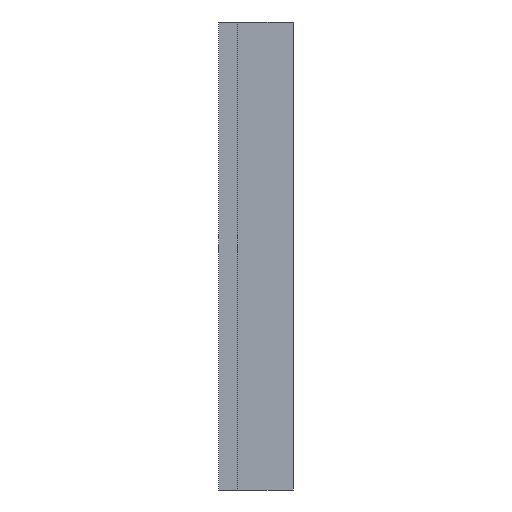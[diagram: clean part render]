
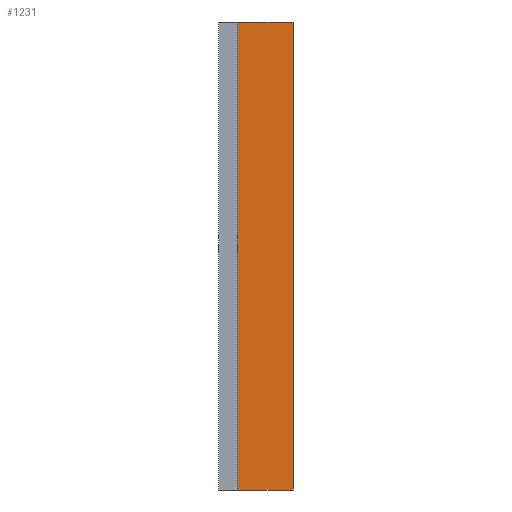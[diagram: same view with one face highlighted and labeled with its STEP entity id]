
A CAD part, left-side view. The second image highlights one B-rep face of the part: STEP entity #1231.
In plain terms, the highlighted planar face has unit normal (-1, 0, 0).
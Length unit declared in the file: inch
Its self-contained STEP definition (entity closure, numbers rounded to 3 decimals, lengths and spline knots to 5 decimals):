
#85 = CARTESIAN_POINT ( 'NONE',  ( -0.03346, 0.00787, -0.03346 ) ) ;
#115 = DIRECTION ( 'NONE',  ( 0., -1., 0. ) ) ;
#191 = VECTOR ( 'NONE', #1443, 39.37008 ) ;
#196 = AXIS2_PLACEMENT_3D ( 'NONE', #512, #672, #234 ) ;
#234 = DIRECTION ( 'NONE',  ( 0., 0., -1. ) ) ;
#315 = CARTESIAN_POINT ( 'NONE',  ( -0.03346, 0.00787, -0.03346 ) ) ;
#389 = CARTESIAN_POINT ( 'NONE',  ( -0.03346, 0.00787, 0.03346 ) ) ;
#392 = VECTOR ( 'NONE', #115, 39.37008 ) ;
#404 = ORIENTED_EDGE ( 'NONE', *, *, #653, .T. ) ;
#512 = CARTESIAN_POINT ( 'NONE',  ( -0.03346, 0.00787, 0.03346 ) ) ;
#545 = VERTEX_POINT ( 'NONE', #85 ) ;
#551 = EDGE_CURVE ( 'NONE', #545, #1192, #1375, .T. ) ;
#653 = EDGE_CURVE ( 'NONE', #733, #1883, #1772, .T. ) ;
#672 = DIRECTION ( 'NONE',  ( 1., 0., 0. ) ) ;
#678 = LINE ( 'NONE', #315, #1306 ) ;
#726 = VECTOR ( 'NONE', #796, 39.37008 ) ;
#733 = VERTEX_POINT ( 'NONE', #1769 ) ;
#796 = DIRECTION ( 'NONE',  ( 0., 0., 1. ) ) ;
#905 = EDGE_CURVE ( 'NONE', #545, #733, #678, .T. ) ;
#908 = ORIENTED_EDGE ( 'NONE', *, *, #905, .T. ) ;
#929 = LINE ( 'NONE', #389, #392 ) ;
#961 = CARTESIAN_POINT ( 'NONE',  ( -0.03346, 0.00787, 0.03346 ) ) ;
#987 = CARTESIAN_POINT ( 'NONE',  ( -0.03346, 0.00787, 0.03346 ) ) ;
#1115 = PLANE ( 'NONE',  #196 ) ;
#1138 = CARTESIAN_POINT ( 'NONE',  ( -0.03346, 0., 0.03346 ) ) ;
#1192 = VERTEX_POINT ( 'NONE', #987 ) ;
#1231 = ADVANCED_FACE ( 'NONE', ( #1825 ), #1115, .F. ) ;
#1306 = VECTOR ( 'NONE', #1494, 39.37008 ) ;
#1375 = LINE ( 'NONE', #961, #726 ) ;
#1389 = EDGE_CURVE ( 'NONE', #1192, #1883, #929, .T. ) ;
#1443 = DIRECTION ( 'NONE',  ( 0., 0., 1. ) ) ;
#1494 = DIRECTION ( 'NONE',  ( 0., -1., 0. ) ) ;
#1764 = EDGE_LOOP ( 'NONE', ( #404, #1899, #1779, #908 ) ) ;
#1769 = CARTESIAN_POINT ( 'NONE',  ( -0.03346, 0., -0.03346 ) ) ;
#1772 = LINE ( 'NONE', #1138, #191 ) ;
#1779 = ORIENTED_EDGE ( 'NONE', *, *, #551, .F. ) ;
#1825 = FACE_OUTER_BOUND ( 'NONE', #1764, .T. ) ;
#1830 = CARTESIAN_POINT ( 'NONE',  ( -0.03346, 0., 0.03346 ) ) ;
#1883 = VERTEX_POINT ( 'NONE', #1830 ) ;
#1899 = ORIENTED_EDGE ( 'NONE', *, *, #1389, .F. ) ;
